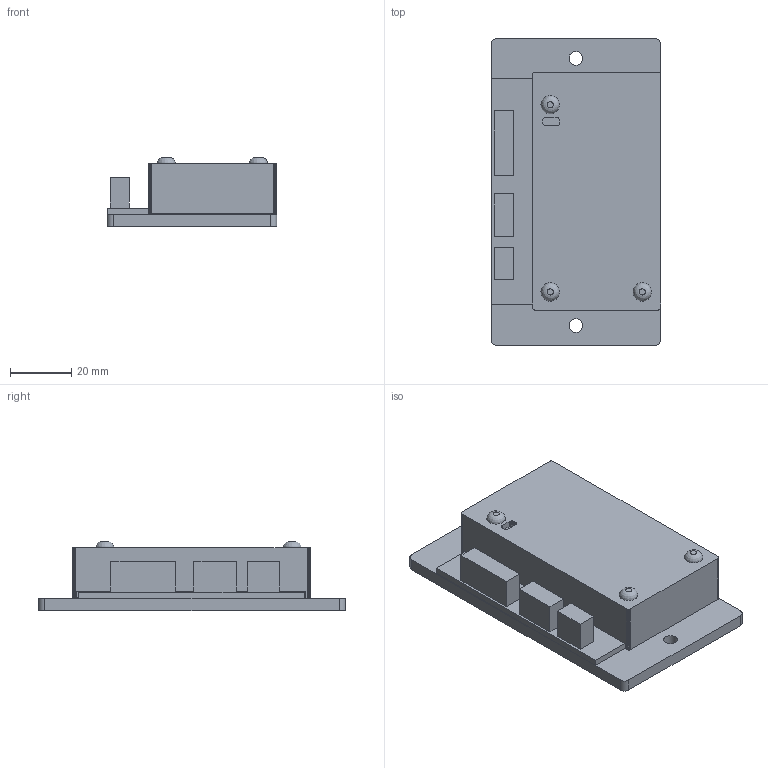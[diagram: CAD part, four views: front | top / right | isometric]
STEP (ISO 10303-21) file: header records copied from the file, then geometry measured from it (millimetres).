
FILE_DESCRIPTION(('FreeCAD Model'),'2;1');
FILE_NAME('sfu400_V1.1.step', '2021-02-19T10:43:20',('Author'),(''), 'Open CASCADE STEP processor 7.3','FreeCAD','Unknown');
FILE_SCHEMA(('AUTOMOTIVE_DESIGN { 1 0 10303 214 1 1 1 1 }'));
Length unit declared in the file: millimetre
Products named in the file (9): SFU0061_Geh3001_(Solid)001; Grundplatte; 3er_Klemmblock; 6er_Klemmblock; 4er_Klemmblock; Leiterplatte; Schraubenkopf002; Schraubenkopf001; Schraubenkopf
Bounding box: 55.35 x 100 x 22.5 mm (x, y, z)
Volume: 44020.5 mm3; surface area: 36099.4 mm2
Topology: 9 solids, 9 shells, 185 faces, 498 edges, 331 vertices
Faces by surface type: plane 170, cylinder 12, revolution 3
Full cylindrical faces by diameter (mm): 2.4 x3, 4.5 x2, 6 x3
Entity records: 12409 total; most frequent: CARTESIAN_POINT 2053, DIRECTION 1887, LINE 1434, VECTOR 1434, ORIENTED_EDGE 996, PCURVE 996, DEFINITIONAL_REPRESENTATION 996, EDGE_CURVE 498
